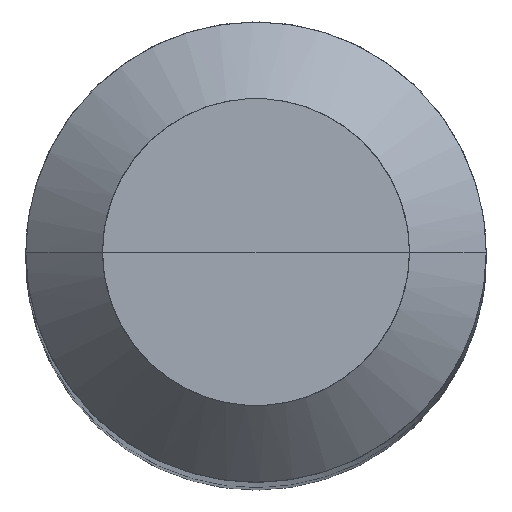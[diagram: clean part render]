
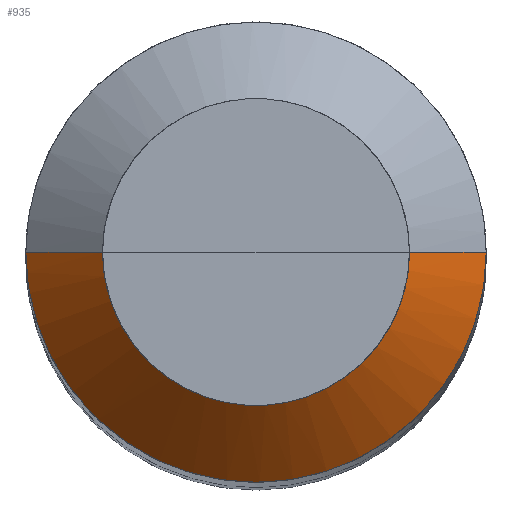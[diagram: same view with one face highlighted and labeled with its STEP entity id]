
A CAD part, top view. The second image highlights one B-rep face of the part: STEP entity #935.
In plain terms, the highlighted free-form (B-spline) face has degree [1, 2] with [2, 5] control points.
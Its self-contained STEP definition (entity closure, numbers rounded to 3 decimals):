
#678=CARTESIAN_POINT('',(3.0,0.0,37.0));
#682=CARTESIAN_POINT('',(-3.0,0.0,37.0));
#683=CARTESIAN_POINT('',(2.0,0.0,38.0));
#687=CARTESIAN_POINT('',(-2.0,0.0,38.0));
#689=CARTESIAN_POINT('',(-3.0,-3.0,37.0));
#690=CARTESIAN_POINT('',(0.0,-3.0,37.0));
#691=CARTESIAN_POINT('',(3.0,-3.0,37.0));
#692=CARTESIAN_POINT('',(-2.0,-2.0,38.0));
#693=CARTESIAN_POINT('',(0.0,-2.0,38.0));
#694=CARTESIAN_POINT('',(2.0,-2.0,38.0));
#916=(
BOUNDED_SURFACE()
B_SPLINE_SURFACE(1,2,(
(#682,#689,#690,#691,#678),
(#687,#692,#693,#694,#683)
), .UNSPECIFIED.,.F.,.F.,.F.)
B_SPLINE_SURFACE_WITH_KNOTS((2,2),(3,2,3),(
0.0,1.0),(
0.0,0.5,1.0), .UNSPECIFIED.)
GEOMETRIC_REPRESENTATION_ITEM()
RATIONAL_B_SPLINE_SURFACE(((1.0,0.707,1.0,0.707,1.0),
(1.0,0.707,1.0,0.707,1.0)
))
REPRESENTATION_ITEM('')
SURFACE()
);
#917=(
BOUNDED_CURVE()
B_SPLINE_CURVE(2,(#678,#691,#690,#689,#682),.UNSPECIFIED.,.F.,.F.)
B_SPLINE_CURVE_WITH_KNOTS((3,2,3),
(0.0,0.5,1.0),.UNSPECIFIED.)
CURVE()
GEOMETRIC_REPRESENTATION_ITEM()
RATIONAL_B_SPLINE_CURVE((1.0,0.707,1.0,0.707,1.0))
REPRESENTATION_ITEM('')
);
#918=(
BOUNDED_CURVE()
B_SPLINE_CURVE(1,(#682,#687),.UNSPECIFIED.,.F.,.F.)
B_SPLINE_CURVE_WITH_KNOTS((2,2),
(0.0,1.0),.UNSPECIFIED.)
CURVE()
GEOMETRIC_REPRESENTATION_ITEM()
RATIONAL_B_SPLINE_CURVE((1.0,1.0))
REPRESENTATION_ITEM('')
);
#919=(
BOUNDED_CURVE()
B_SPLINE_CURVE(2,(#687,#692,#693,#694,#683),.UNSPECIFIED.,.F.,.F.)
B_SPLINE_CURVE_WITH_KNOTS((3,2,3),
(0.0,0.5,1.0),.UNSPECIFIED.)
CURVE()
GEOMETRIC_REPRESENTATION_ITEM()
RATIONAL_B_SPLINE_CURVE((1.0,0.707,1.0,0.707,1.0))
REPRESENTATION_ITEM('')
);
#920=(
BOUNDED_CURVE()
B_SPLINE_CURVE(1,(#683,#678),.UNSPECIFIED.,.F.,.F.)
B_SPLINE_CURVE_WITH_KNOTS((2,2),
(0.0,1.0),.UNSPECIFIED.)
CURVE()
GEOMETRIC_REPRESENTATION_ITEM()
RATIONAL_B_SPLINE_CURVE((1.0,1.0))
REPRESENTATION_ITEM('')
);
#921=VERTEX_POINT('',#678);
#922=VERTEX_POINT('',#682);
#923=VERTEX_POINT('',#683);
#924=VERTEX_POINT('',#687);
#925=EDGE_CURVE('',#921,#922,#917,.T.);
#926=EDGE_CURVE('',#922,#924,#918,.T.);
#927=EDGE_CURVE('',#924,#923,#919,.T.);
#928=EDGE_CURVE('',#923,#921,#920,.T.);
#929=ORIENTED_EDGE('',*,*,#925,.T.);
#930=ORIENTED_EDGE('',*,*,#926,.T.);
#931=ORIENTED_EDGE('',*,*,#927,.T.);
#932=ORIENTED_EDGE('',*,*,#928,.T.);
#933=EDGE_LOOP('',(#929,#930,#931,#932));
#934=FACE_OUTER_BOUND('',#933,.T.);
#935=ADVANCED_FACE('',(#934),#916,.T.);
